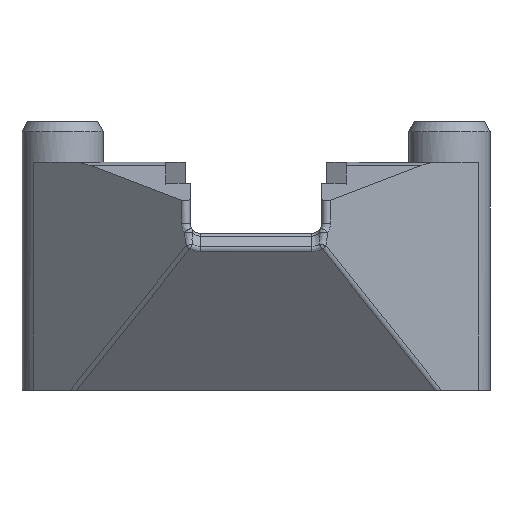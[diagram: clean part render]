
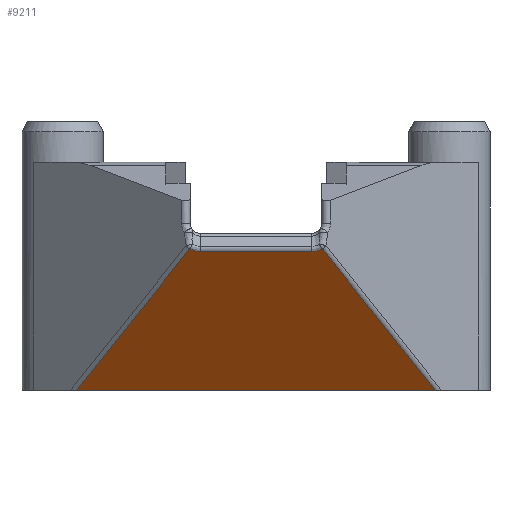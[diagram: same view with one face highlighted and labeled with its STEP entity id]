
A CAD part, front view. The second image highlights one B-rep face of the part: STEP entity #9211.
In plain terms, the highlighted planar face has unit normal (0, -0.78, -0.625).
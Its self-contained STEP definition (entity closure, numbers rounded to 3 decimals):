
#91=CARTESIAN_POINT('',(536.686,13.572,-1.5));
#92=VERTEX_POINT('',#91);
#100=CARTESIAN_POINT('',(501.257,13.572,-1.5));
#101=VERTEX_POINT('',#100);
#102=CARTESIAN_POINT('',(501.257,13.572,-1.5));
#103=DIRECTION('',(1.,0.,0.));
#104=VECTOR('',#103,35.429);
#105=LINE('',#102,#104);
#106=EDGE_CURVE('',#101,#92,#105,.T.);
#9134=CARTESIAN_POINT('',(525.508,2.394,12.448));
#9135=VERTEX_POINT('',#9134);
#9147=CARTESIAN_POINT('',(524.471,2.597,12.194));
#9148=VERTEX_POINT('',#9147);
#9159=CARTESIAN_POINT('',(525.508,2.394,12.448));
#9160=CARTESIAN_POINT('',(525.239,2.507,12.307));
#9161=CARTESIAN_POINT('',(524.941,2.558,12.243));
#9162=CARTESIAN_POINT('',(524.713,2.597,12.194));
#9163=CARTESIAN_POINT('',(524.471,2.597,12.194));
#9164=B_SPLINE_CURVE_WITH_KNOTS('',2,(#9159,#9160,#9161,#9162,#9163),.UNSPECIFIED.,.F.,.F.,(3,2,3),(0.,0.5,1.),.UNSPECIFIED.);
#9165=EDGE_CURVE('',#9135,#9148,#9164,.T.);
#9170=CARTESIAN_POINT('',(537.003,13.572,-1.5));
#9171=DIRECTION('',(0.,-0.78,-0.625));
#9172=DIRECTION('',(0.848,-0.332,0.414));
#9173=AXIS2_PLACEMENT_3D('',#9170,#9171,#9172);
#9174=PLANE('',#9173);
#9175=ORIENTED_EDGE('',*,*,#106,.T.);
#9176=CARTESIAN_POINT('',(525.508,2.394,12.448));
#9177=DIRECTION('',(0.53,0.53,-0.662));
#9178=VECTOR('',#9177,21.081);
#9179=LINE('',#9176,#9178);
#9180=EDGE_CURVE('',#9135,#92,#9179,.T.);
#9181=ORIENTED_EDGE('',*,*,#9180,.F.);
#9182=ORIENTED_EDGE('',*,*,#9165,.T.);
#9183=CARTESIAN_POINT('',(513.471,2.597,12.194));
#9184=VERTEX_POINT('',#9183);
#9185=CARTESIAN_POINT('',(524.471,2.597,12.194));
#9186=DIRECTION('',(-1.,0.,0.));
#9187=VECTOR('',#9186,11.);
#9188=LINE('',#9185,#9187);
#9189=EDGE_CURVE('',#9148,#9184,#9188,.T.);
#9190=ORIENTED_EDGE('',*,*,#9189,.T.);
#9191=CARTESIAN_POINT('',(512.435,2.394,12.448));
#9192=VERTEX_POINT('',#9191);
#9193=CARTESIAN_POINT('',(513.471,2.597,12.194));
#9194=CARTESIAN_POINT('',(513.398,2.597,12.194));
#9195=CARTESIAN_POINT('',(513.244,2.592,12.2));
#9196=CARTESIAN_POINT('',(512.986,2.56,12.24));
#9197=CARTESIAN_POINT('',(512.705,2.495,12.322));
#9198=CARTESIAN_POINT('',(512.524,2.431,12.401));
#9199=CARTESIAN_POINT('',(512.435,2.394,12.448));
#9200=B_SPLINE_CURVE_WITH_KNOTS('',3,(#9193,#9194,#9195,#9196,#9197,#9198,#9199),.UNSPECIFIED.,.F.,.F.,(4,1,1,1,4),(0.,0.25,0.5,0.75,1.),.UNSPECIFIED.);
#9201=EDGE_CURVE('',#9184,#9192,#9200,.T.);
#9202=ORIENTED_EDGE('',*,*,#9201,.T.);
#9203=CARTESIAN_POINT('',(501.257,13.572,-1.5));
#9204=DIRECTION('',(0.53,-0.53,0.662));
#9205=VECTOR('',#9204,21.081);
#9206=LINE('',#9203,#9205);
#9207=EDGE_CURVE('',#101,#9192,#9206,.T.);
#9208=ORIENTED_EDGE('',*,*,#9207,.F.);
#9209=EDGE_LOOP('',(#9175,#9181,#9182,#9190,#9202,#9208));
#9210=FACE_BOUND('',#9209,.T.);
#9211=ADVANCED_FACE('',(#9210),#9174,.T.);
